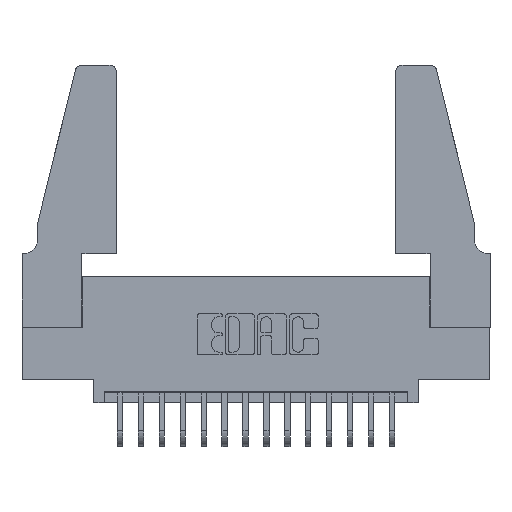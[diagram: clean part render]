
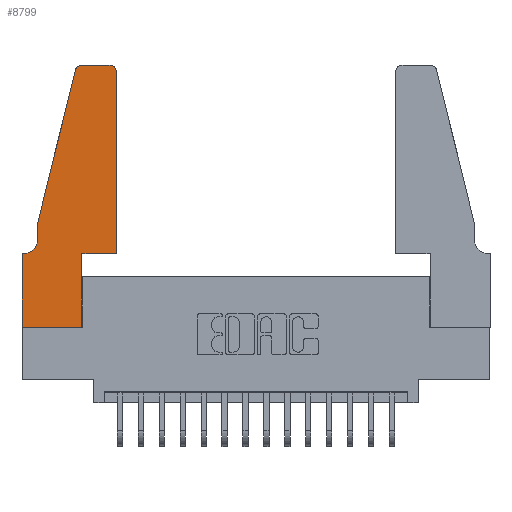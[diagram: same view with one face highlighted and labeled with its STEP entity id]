
A CAD part, top view. The second image highlights one B-rep face of the part: STEP entity #8799.
In plain terms, the highlighted planar face has unit normal (0, 0, 1).
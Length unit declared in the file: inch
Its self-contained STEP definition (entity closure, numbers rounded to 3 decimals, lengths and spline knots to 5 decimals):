
#16 = CARTESIAN_POINT ( 'NONE',  ( 0., 0.35, 0.37 ) ) ;
#80 = VECTOR ( 'NONE', #8924, 39.37008 ) ;
#175 = VERTEX_POINT ( 'NONE', #11218 ) ;
#303 = DIRECTION ( 'NONE',  ( 1., 0., 0. ) ) ;
#305 = VERTEX_POINT ( 'NONE', #15778 ) ;
#326 = ORIENTED_EDGE ( 'NONE', *, *, #5394, .T. ) ;
#480 = VERTEX_POINT ( 'NONE', #12774 ) ;
#713 = ORIENTED_EDGE ( 'NONE', *, *, #3155, .T. ) ;
#940 = DIRECTION ( 'NONE',  ( 0., 0., 1. ) ) ;
#1286 = ORIENTED_EDGE ( 'NONE', *, *, #13821, .T. ) ;
#1290 = ORIENTED_EDGE ( 'NONE', *, *, #5453, .T. ) ;
#1438 = ORIENTED_EDGE ( 'NONE', *, *, #18284, .T. ) ;
#1623 = PLANE ( 'NONE',  #17178 ) ;
#1723 = VERTEX_POINT ( 'NONE', #5210 ) ;
#1940 = DIRECTION ( 'NONE',  ( 0., -1., 0. ) ) ;
#2091 = LINE ( 'NONE', #3759, #9571 ) ;
#2145 = CARTESIAN_POINT ( 'NONE',  ( 0.2865, 0.35, 0.37 ) ) ;
#2379 = CIRCLE ( 'NONE', #8680, 0.03 ) ;
#3155 = EDGE_CURVE ( 'NONE', #3627, #16752, #17747, .T. ) ;
#3627 = VERTEX_POINT ( 'NONE', #14558 ) ;
#3759 = CARTESIAN_POINT ( 'NONE',  ( 0.0755, 0.5, 0.37 ) ) ;
#4217 = AXIS2_PLACEMENT_3D ( 'NONE', #9860, #940, #11324 ) ;
#4654 = LINE ( 'NONE', #2145, #5121 ) ;
#4712 = VECTOR ( 'NONE', #1940, 39.37008 ) ;
#4728 = EDGE_CURVE ( 'NONE', #7613, #305, #11381, .T. ) ;
#4821 = DIRECTION ( 'NONE',  ( 0., 0., -1. ) ) ;
#5121 = VECTOR ( 'NONE', #5150, 39.37008 ) ;
#5150 = DIRECTION ( 'NONE',  ( 0., 1., 0. ) ) ;
#5210 = CARTESIAN_POINT ( 'NONE',  ( 0.2865, 0., 0.37 ) ) ;
#5261 = DIRECTION ( 'NONE',  ( 0., -1., 0. ) ) ;
#5394 = EDGE_CURVE ( 'NONE', #10349, #1723, #12902, .T. ) ;
#5453 = EDGE_CURVE ( 'NONE', #10731, #480, #11134, .T. ) ;
#5674 = CARTESIAN_POINT ( 'NONE',  ( 0.2605, 1.25, 0.37 ) ) ;
#5899 = VECTOR ( 'NONE', #7168, 39.37008 ) ;
#5998 = CARTESIAN_POINT ( 'NONE',  ( 0.0755, 0.42, 0.37 ) ) ;
#6133 = DIRECTION ( 'NONE',  ( 0., 0., 1. ) ) ;
#6196 = EDGE_CURVE ( 'NONE', #13445, #10731, #2091, .T. ) ;
#6273 = ORIENTED_EDGE ( 'NONE', *, *, #11295, .T. ) ;
#6350 = ORIENTED_EDGE ( 'NONE', *, *, #8813, .T. ) ;
#6958 = EDGE_CURVE ( 'NONE', #175, #3627, #15515, .T. ) ;
#7153 = FACE_OUTER_BOUND ( 'NONE', #9003, .T. ) ;
#7168 = DIRECTION ( 'NONE',  ( -1., 0., 0. ) ) ;
#7469 = CARTESIAN_POINT ( 'NONE',  ( 0.4505, 0.35, 0.37 ) ) ;
#7476 = VECTOR ( 'NONE', #303, 39.37008 ) ;
#7538 = DIRECTION ( 'NONE',  ( 0., 0., 1. ) ) ;
#7613 = VERTEX_POINT ( 'NONE', #9498 ) ;
#7639 = LINE ( 'NONE', #17572, #11086 ) ;
#7640 = DIRECTION ( 'NONE',  ( -0.239, -0.971, 0. ) ) ;
#8680 = AXIS2_PLACEMENT_3D ( 'NONE', #16108, #7538, #17490 ) ;
#8709 = LINE ( 'NONE', #17797, #4712 ) ;
#8799 = ADVANCED_FACE ( 'NONE', ( #7153 ), #1623, .T. ) ;
#8813 = EDGE_CURVE ( 'NONE', #18096, #13445, #7639, .T. ) ;
#8924 = DIRECTION ( 'NONE',  ( 0., 1., 0. ) ) ;
#9003 = EDGE_LOOP ( 'NONE', ( #713, #6273, #6350, #14868, #1290, #12972, #1286, #326, #1438, #14293, #16050, #10531 ) ) ;
#9089 = CARTESIAN_POINT ( 'NONE',  ( 0., 0.35, 0.37 ) ) ;
#9154 = CARTESIAN_POINT ( 'NONE',  ( 0., 0., 0.37 ) ) ;
#9498 = CARTESIAN_POINT ( 'NONE',  ( 0.2865, 0.35, 0.37 ) ) ;
#9571 = VECTOR ( 'NONE', #5261, 39.37008 ) ;
#9856 = LINE ( 'NONE', #17163, #5899 ) ;
#9860 = CARTESIAN_POINT ( 'NONE',  ( 0.4205, 1.22, 0.37 ) ) ;
#10325 = VECTOR ( 'NONE', #14152, 39.37008 ) ;
#10349 = VERTEX_POINT ( 'NONE', #13888 ) ;
#10531 = ORIENTED_EDGE ( 'NONE', *, *, #6958, .T. ) ;
#10731 = VERTEX_POINT ( 'NONE', #5998 ) ;
#11086 = VECTOR ( 'NONE', #7640, 39.37008 ) ;
#11134 = CIRCLE ( 'NONE', #15729, 0.07 ) ;
#11218 = CARTESIAN_POINT ( 'NONE',  ( 0.4505, 1.22, 0.37 ) ) ;
#11295 = EDGE_CURVE ( 'NONE', #16752, #18096, #2379, .T. ) ;
#11324 = DIRECTION ( 'NONE',  ( 1., 0., 0. ) ) ;
#11381 = LINE ( 'NONE', #16343, #7476 ) ;
#11871 = VERTEX_POINT ( 'NONE', #16 ) ;
#12006 = VECTOR ( 'NONE', #13469, 39.37008 ) ;
#12774 = CARTESIAN_POINT ( 'NONE',  ( 0.0055, 0.35, 0.37 ) ) ;
#12902 = LINE ( 'NONE', #9154, #12006 ) ;
#12972 = ORIENTED_EDGE ( 'NONE', *, *, #13514, .T. ) ;
#13169 = EDGE_CURVE ( 'NONE', #305, #175, #16055, .T. ) ;
#13445 = VERTEX_POINT ( 'NONE', #17051 ) ;
#13469 = DIRECTION ( 'NONE',  ( 1., 0., 0. ) ) ;
#13514 = EDGE_CURVE ( 'NONE', #480, #11871, #9856, .T. ) ;
#13589 = CARTESIAN_POINT ( 'NONE',  ( 0.0055, 0.42, 0.37 ) ) ;
#13821 = EDGE_CURVE ( 'NONE', #11871, #10349, #8709, .T. ) ;
#13888 = CARTESIAN_POINT ( 'NONE',  ( 0., 0., 0.37 ) ) ;
#14152 = DIRECTION ( 'NONE',  ( -1., 0., 0. ) ) ;
#14293 = ORIENTED_EDGE ( 'NONE', *, *, #4728, .T. ) ;
#14558 = CARTESIAN_POINT ( 'NONE',  ( 0.4205, 1.25, 0.37 ) ) ;
#14800 = CARTESIAN_POINT ( 'NONE',  ( 0.25487, 1.22718, 0.37 ) ) ;
#14868 = ORIENTED_EDGE ( 'NONE', *, *, #6196, .T. ) ;
#14963 = DIRECTION ( 'NONE',  ( -1., 0., 0. ) ) ;
#15515 = CIRCLE ( 'NONE', #4217, 0.03 ) ;
#15729 = AXIS2_PLACEMENT_3D ( 'NONE', #13589, #4821, #14963 ) ;
#15778 = CARTESIAN_POINT ( 'NONE',  ( 0.4505, 0.35, 0.37 ) ) ;
#15959 = CARTESIAN_POINT ( 'NONE',  ( 0.284, 1.25, 0.37 ) ) ;
#16050 = ORIENTED_EDGE ( 'NONE', *, *, #13169, .T. ) ;
#16055 = LINE ( 'NONE', #7469, #80 ) ;
#16108 = CARTESIAN_POINT ( 'NONE',  ( 0.284, 1.22, 0.37 ) ) ;
#16190 = DIRECTION ( 'NONE',  ( 1., 0., 0. ) ) ;
#16343 = CARTESIAN_POINT ( 'NONE',  ( 0.4505, 0.35, 0.37 ) ) ;
#16752 = VERTEX_POINT ( 'NONE', #15959 ) ;
#17051 = CARTESIAN_POINT ( 'NONE',  ( 0.0755, 0.5, 0.37 ) ) ;
#17163 = CARTESIAN_POINT ( 'NONE',  ( 0.0755, 0.35, 0.37 ) ) ;
#17178 = AXIS2_PLACEMENT_3D ( 'NONE', #9089, #6133, #16190 ) ;
#17490 = DIRECTION ( 'NONE',  ( 1., 0., 0. ) ) ;
#17572 = CARTESIAN_POINT ( 'NONE',  ( 0.0755, 0.5, 0.37 ) ) ;
#17747 = LINE ( 'NONE', #5674, #10325 ) ;
#17797 = CARTESIAN_POINT ( 'NONE',  ( 0., 0., 0.37 ) ) ;
#18096 = VERTEX_POINT ( 'NONE', #14800 ) ;
#18284 = EDGE_CURVE ( 'NONE', #1723, #7613, #4654, .T. ) ;
